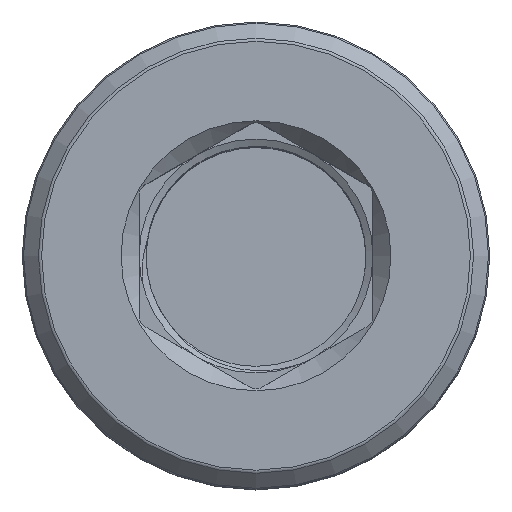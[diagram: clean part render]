
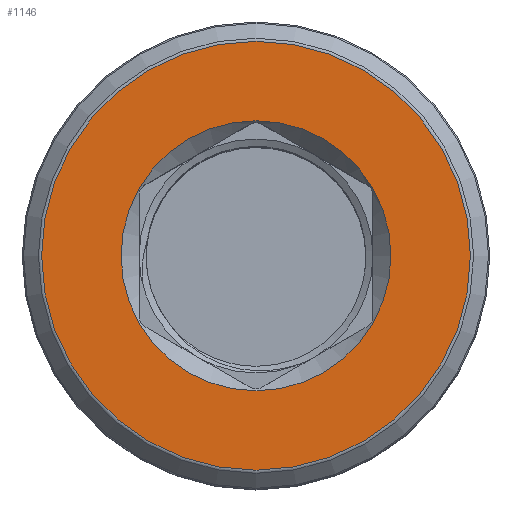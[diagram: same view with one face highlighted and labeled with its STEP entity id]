
A CAD part, top view. The second image highlights one B-rep face of the part: STEP entity #1146.
In plain terms, the highlighted planar face has unit normal (0, 0, 1).
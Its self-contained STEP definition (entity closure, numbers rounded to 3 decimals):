
#18=FACE_BOUND('',#207,.T.);
#25=PLANE('',#1264);
#138=FACE_OUTER_BOUND('',#206,.T.);
#206=EDGE_LOOP('',(#927));
#207=EDGE_LOOP('',(#928));
#242=CIRCLE('',#1231,2.887);
#255=CIRCLE('',#1251,4.586);
#504=VERTEX_POINT('',#3337);
#519=VERTEX_POINT('',#3427);
#652=EDGE_CURVE('',#504,#504,#242,.T.);
#674=EDGE_CURVE('',#519,#519,#255,.T.);
#927=ORIENTED_EDGE('',*,*,#674,.T.);
#928=ORIENTED_EDGE('',*,*,#652,.F.);
#1146=ADVANCED_FACE('',(#138,#18),#25,.F.);
#1231=AXIS2_PLACEMENT_3D('',#3339,#1422,#1423);
#1251=AXIS2_PLACEMENT_3D('',#3428,#1465,#1466);
#1264=AXIS2_PLACEMENT_3D('',#3461,#1501,#1502);
#1422=DIRECTION('center_axis',(0.,0.,1.));
#1423=DIRECTION('ref_axis',(1.,0.,0.));
#1465=DIRECTION('center_axis',(0.,0.,1.));
#1466=DIRECTION('ref_axis',(0.,-1.,0.));
#1501=DIRECTION('center_axis',(0.,0.,-1.));
#1502=DIRECTION('ref_axis',(0.,1.,0.));
#3337=CARTESIAN_POINT('',(-2.887,0.,10.5));
#3339=CARTESIAN_POINT('Origin',(0.,0.,10.5));
#3427=CARTESIAN_POINT('',(0.,4.586,10.5));
#3428=CARTESIAN_POINT('Origin',(0.,0.,10.5));
#3461=CARTESIAN_POINT('Origin',(0.,4.586,10.5));
